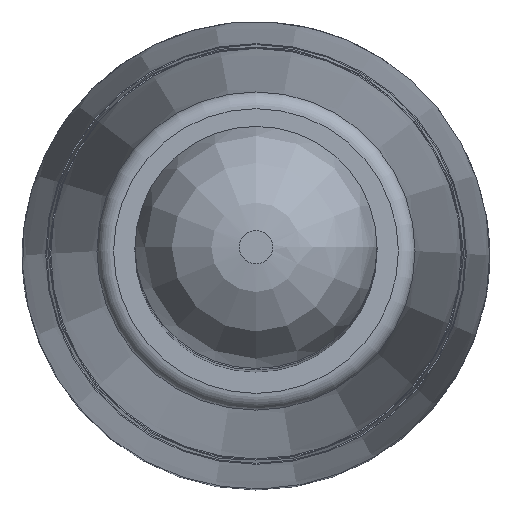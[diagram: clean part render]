
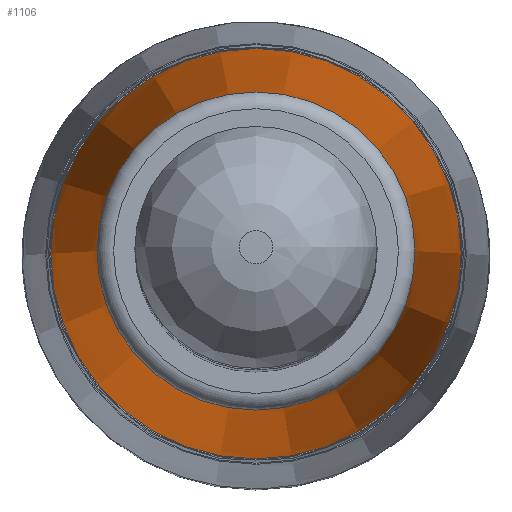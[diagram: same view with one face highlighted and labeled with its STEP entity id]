
A CAD part, top view. The second image highlights one B-rep face of the part: STEP entity #1106.
In plain terms, the highlighted conical face has half-angle 1.742 degrees and reference radius 7 mm.
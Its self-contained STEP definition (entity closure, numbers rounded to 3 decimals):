
#936=CARTESIAN_POINT('',(6.149,0.,28.));
#937=VERTEX_POINT('',#936);
#938=CARTESIAN_POINT('',(0.0,0.0,28.));
#939=DIRECTION('',(0.0,0.0,1.0));
#940=DIRECTION('',(-1.0,0.0,0.0));
#941=AXIS2_PLACEMENT_3D('',#938,#939,#940);
#942=CIRCLE('',#941,6.149);
#943=EDGE_CURVE('',#937,#937,#942,.T.);
#1087=CARTESIAN_POINT('',(0.0,0.0,0.0));
#1088=DIRECTION('',(0.0,0.0,-1.0));
#1089=DIRECTION('',(-1.0,0.0,0.0));
#1090=AXIS2_PLACEMENT_3D('',#1087,#1088,#1089);
#1091=CONICAL_SURFACE('',#1090,7.0,1.742);
#1092=ORIENTED_EDGE('',*,*,#943,.T.);
#1093=EDGE_LOOP('',(#1092));
#1094=FACE_OUTER_BOUND('',#1093,.T.);
#1095=CARTESIAN_POINT('',(-4.765,0.,73.515));
#1096=VERTEX_POINT('',#1095);
#1097=CARTESIAN_POINT('',(0.0,0.0,73.515));
#1098=DIRECTION('',(0.0,0.0,1.0));
#1099=DIRECTION('',(1.0,0.0,0.0));
#1100=AXIS2_PLACEMENT_3D('',#1097,#1098,#1099);
#1101=CIRCLE('',#1100,4.765);
#1102=EDGE_CURVE('',#1096,#1096,#1101,.T.);
#1103=ORIENTED_EDGE('',*,*,#1102,.F.);
#1104=EDGE_LOOP('',(#1103));
#1105=FACE_BOUND('',#1104,.T.);
#1106=ADVANCED_FACE('',(#1094,#1105),#1091,.T.);
